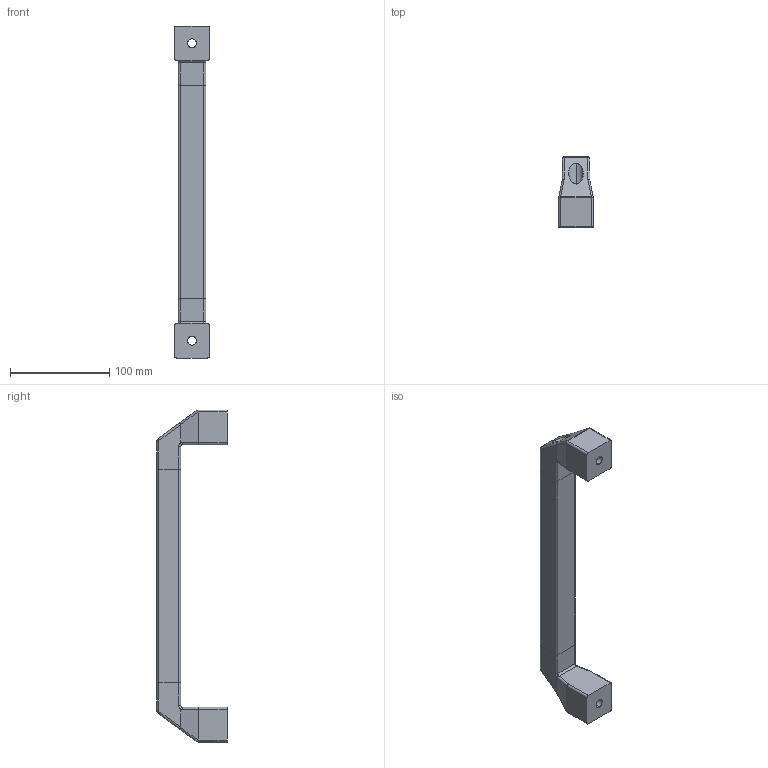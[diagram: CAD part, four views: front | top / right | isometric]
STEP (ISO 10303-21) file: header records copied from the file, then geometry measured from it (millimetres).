
FILE_DESCRIPTION (( 'STEP AP203' ), '1' );
FILE_NAME ('AL-380.0801A.02-Ðó÷êà 300 ìì ñåðåáðî.STEP', '2023-09-11T12:22:33', ( '' ), ( '' ), 'SwSTEP 2.0', 'SolidWorks 2021', '' );
FILE_SCHEMA (( 'CONFIG_CONTROL_DESIGN' ));
Length unit declared in the file: millimetre
Products named in the file (1): AL-380.0801A.02-Ðó÷êà 300 ìì ñåðåáðî
Bounding box: 35 x 71 x 335 mm (x, y, z)
Volume: 287565.4 mm3; surface area: 50731.5 mm2
Topology: 3 solids, 3 shells, 92 faces, 230 edges, 144 vertices
Faces by surface type: cylinder 46, plane 34, torus 4, bspline 4, sphere 4
Entity records: 2889 total; most frequent: CARTESIAN_POINT 717, ORIENTED_EDGE 456, DIRECTION 422, EDGE_CURVE 228, AXIS2_PLACEMENT_3D 153, VERTEX_POINT 144, VECTOR 116, LINE 116
